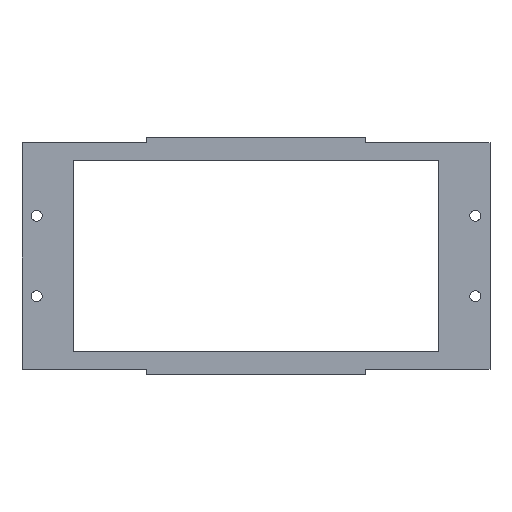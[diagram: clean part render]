
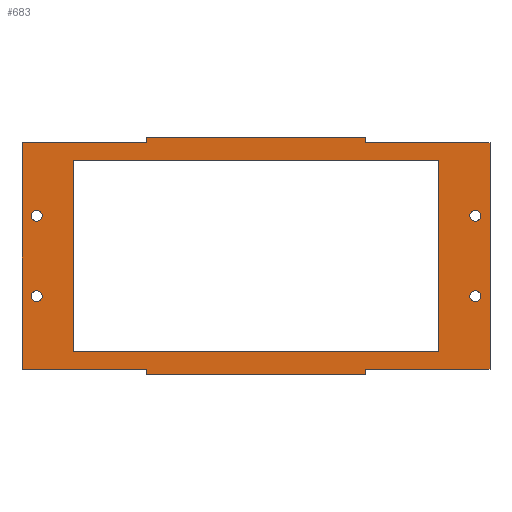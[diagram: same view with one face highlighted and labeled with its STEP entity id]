
A CAD part, top view. The second image highlights one B-rep face of the part: STEP entity #683.
In plain terms, the highlighted planar face has unit normal (0, 0, 1).
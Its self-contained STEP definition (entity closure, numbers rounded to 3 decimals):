
#24 = VERTEX_POINT('',#25);
#25 = CARTESIAN_POINT('',(0.006,1.506,0.));
#31 = EDGE_CURVE('',#24,#32,#34,.T.);
#32 = VERTEX_POINT('',#33);
#33 = CARTESIAN_POINT('',(0.006,63.506,0.));
#34 = LINE('',#35,#36);
#35 = CARTESIAN_POINT('',(0.006,1.506,0.));
#36 = VECTOR('',#37,1.);
#37 = DIRECTION('',(0.,1.,0.));
#62 = EDGE_CURVE('',#32,#63,#65,.T.);
#63 = VERTEX_POINT('',#64);
#64 = CARTESIAN_POINT('',(34.006,63.506,0.));
#65 = LINE('',#66,#67);
#66 = CARTESIAN_POINT('',(0.006,63.506,0.));
#67 = VECTOR('',#68,1.);
#68 = DIRECTION('',(1.,0.,0.));
#93 = EDGE_CURVE('',#63,#94,#96,.T.);
#94 = VERTEX_POINT('',#95);
#95 = CARTESIAN_POINT('',(34.006,65.006,0.));
#96 = LINE('',#97,#98);
#97 = CARTESIAN_POINT('',(34.006,63.506,0.));
#98 = VECTOR('',#99,1.);
#99 = DIRECTION('',(0.,1.,0.));
#124 = EDGE_CURVE('',#94,#125,#127,.T.);
#125 = VERTEX_POINT('',#126);
#126 = CARTESIAN_POINT('',(94.006,65.006,0.));
#127 = LINE('',#128,#129);
#128 = CARTESIAN_POINT('',(34.006,65.006,0.));
#129 = VECTOR('',#130,1.);
#130 = DIRECTION('',(1.,0.,0.));
#155 = EDGE_CURVE('',#125,#156,#158,.T.);
#156 = VERTEX_POINT('',#157);
#157 = CARTESIAN_POINT('',(94.006,63.506,0.));
#158 = LINE('',#159,#160);
#159 = CARTESIAN_POINT('',(94.006,65.006,0.));
#160 = VECTOR('',#161,1.);
#161 = DIRECTION('',(0.,-1.,0.));
#186 = EDGE_CURVE('',#156,#187,#189,.T.);
#187 = VERTEX_POINT('',#188);
#188 = CARTESIAN_POINT('',(128.006,63.506,0.));
#189 = LINE('',#190,#191);
#190 = CARTESIAN_POINT('',(94.006,63.506,0.));
#191 = VECTOR('',#192,1.);
#192 = DIRECTION('',(1.,0.,0.));
#217 = EDGE_CURVE('',#187,#218,#220,.T.);
#218 = VERTEX_POINT('',#219);
#219 = CARTESIAN_POINT('',(128.006,1.506,0.));
#220 = LINE('',#221,#222);
#221 = CARTESIAN_POINT('',(128.006,63.506,0.));
#222 = VECTOR('',#223,1.);
#223 = DIRECTION('',(0.,-1.,0.));
#248 = EDGE_CURVE('',#218,#249,#251,.T.);
#249 = VERTEX_POINT('',#250);
#250 = CARTESIAN_POINT('',(94.006,1.506,0.));
#251 = LINE('',#252,#253);
#252 = CARTESIAN_POINT('',(128.006,1.506,0.));
#253 = VECTOR('',#254,1.);
#254 = DIRECTION('',(-1.,0.,0.));
#279 = EDGE_CURVE('',#249,#280,#282,.T.);
#280 = VERTEX_POINT('',#281);
#281 = CARTESIAN_POINT('',(94.006,0.006,0.));
#282 = LINE('',#283,#284);
#283 = CARTESIAN_POINT('',(94.006,1.506,0.));
#284 = VECTOR('',#285,1.);
#285 = DIRECTION('',(0.,-1.,0.));
#310 = EDGE_CURVE('',#280,#311,#313,.T.);
#311 = VERTEX_POINT('',#312);
#312 = CARTESIAN_POINT('',(34.006,0.006,0.));
#313 = LINE('',#314,#315);
#314 = CARTESIAN_POINT('',(94.006,0.006,0.));
#315 = VECTOR('',#316,1.);
#316 = DIRECTION('',(-1.,0.,0.));
#341 = EDGE_CURVE('',#311,#342,#344,.T.);
#342 = VERTEX_POINT('',#343);
#343 = CARTESIAN_POINT('',(34.006,1.506,0.));
#344 = LINE('',#345,#346);
#345 = CARTESIAN_POINT('',(34.006,0.006,0.));
#346 = VECTOR('',#347,1.);
#347 = DIRECTION('',(0.,1.,0.));
#372 = EDGE_CURVE('',#342,#24,#373,.T.);
#373 = LINE('',#374,#375);
#374 = CARTESIAN_POINT('',(34.006,1.506,0.));
#375 = VECTOR('',#376,1.);
#376 = DIRECTION('',(-1.,0.,0.));
#396 = VERTEX_POINT('',#397);
#397 = CARTESIAN_POINT('',(5.506,21.506,0.));
#403 = EDGE_CURVE('',#396,#396,#404,.T.);
#404 = CIRCLE('',#405,1.5);
#405 = AXIS2_PLACEMENT_3D('',#406,#407,#408);
#406 = CARTESIAN_POINT('',(4.006,21.506,0.));
#407 = DIRECTION('',(0.,0.,1.));
#408 = DIRECTION('',(1.,0.,-0.));
#429 = VERTEX_POINT('',#430);
#430 = CARTESIAN_POINT('',(5.506,43.506,0.));
#436 = EDGE_CURVE('',#429,#429,#437,.T.);
#437 = CIRCLE('',#438,1.5);
#438 = AXIS2_PLACEMENT_3D('',#439,#440,#441);
#439 = CARTESIAN_POINT('',(4.006,43.506,0.));
#440 = DIRECTION('',(0.,0.,1.));
#441 = DIRECTION('',(1.,0.,-0.));
#462 = VERTEX_POINT('',#463);
#463 = CARTESIAN_POINT('',(114.006,6.506,0.));
#469 = EDGE_CURVE('',#462,#470,#472,.T.);
#470 = VERTEX_POINT('',#471);
#471 = CARTESIAN_POINT('',(14.006,6.506,0.));
#472 = LINE('',#473,#474);
#473 = CARTESIAN_POINT('',(114.006,6.506,0.));
#474 = VECTOR('',#475,1.);
#475 = DIRECTION('',(-1.,0.,0.));
#502 = VERTEX_POINT('',#503);
#503 = CARTESIAN_POINT('',(114.006,58.506,0.));
#509 = EDGE_CURVE('',#502,#462,#510,.T.);
#510 = LINE('',#511,#512);
#511 = CARTESIAN_POINT('',(114.006,58.506,0.));
#512 = VECTOR('',#513,1.);
#513 = DIRECTION('',(0.,-1.,0.));
#533 = VERTEX_POINT('',#534);
#534 = CARTESIAN_POINT('',(14.006,58.506,0.));
#540 = EDGE_CURVE('',#533,#502,#541,.T.);
#541 = LINE('',#542,#543);
#542 = CARTESIAN_POINT('',(14.006,58.506,0.));
#543 = VECTOR('',#544,1.);
#544 = DIRECTION('',(1.,0.,0.));
#562 = EDGE_CURVE('',#470,#533,#563,.T.);
#563 = LINE('',#564,#565);
#564 = CARTESIAN_POINT('',(14.006,6.506,0.));
#565 = VECTOR('',#566,1.);
#566 = DIRECTION('',(0.,1.,0.));
#586 = VERTEX_POINT('',#587);
#587 = CARTESIAN_POINT('',(125.506,43.506,0.));
#593 = EDGE_CURVE('',#586,#586,#594,.T.);
#594 = CIRCLE('',#595,1.5);
#595 = AXIS2_PLACEMENT_3D('',#596,#597,#598);
#596 = CARTESIAN_POINT('',(124.006,43.506,0.));
#597 = DIRECTION('',(0.,0.,1.));
#598 = DIRECTION('',(1.,0.,-0.));
#619 = VERTEX_POINT('',#620);
#620 = CARTESIAN_POINT('',(125.506,21.506,0.));
#626 = EDGE_CURVE('',#619,#619,#627,.T.);
#627 = CIRCLE('',#628,1.5);
#628 = AXIS2_PLACEMENT_3D('',#629,#630,#631);
#629 = CARTESIAN_POINT('',(124.006,21.506,0.));
#630 = DIRECTION('',(0.,0.,1.));
#631 = DIRECTION('',(1.,0.,-0.));
#683 = ADVANCED_FACE('',(#684,#698,#701,#704,#710,#713),#716,.F.);
#684 = FACE_BOUND('',#685,.F.);
#685 = EDGE_LOOP('',(#686,#687,#688,#689,#690,#691,#692,#693,#694,#695,
    #696,#697));
#686 = ORIENTED_EDGE('',*,*,#31,.T.);
#687 = ORIENTED_EDGE('',*,*,#62,.T.);
#688 = ORIENTED_EDGE('',*,*,#93,.T.);
#689 = ORIENTED_EDGE('',*,*,#124,.T.);
#690 = ORIENTED_EDGE('',*,*,#155,.T.);
#691 = ORIENTED_EDGE('',*,*,#186,.T.);
#692 = ORIENTED_EDGE('',*,*,#217,.T.);
#693 = ORIENTED_EDGE('',*,*,#248,.T.);
#694 = ORIENTED_EDGE('',*,*,#279,.T.);
#695 = ORIENTED_EDGE('',*,*,#310,.T.);
#696 = ORIENTED_EDGE('',*,*,#341,.T.);
#697 = ORIENTED_EDGE('',*,*,#372,.T.);
#698 = FACE_BOUND('',#699,.F.);
#699 = EDGE_LOOP('',(#700));
#700 = ORIENTED_EDGE('',*,*,#403,.T.);
#701 = FACE_BOUND('',#702,.F.);
#702 = EDGE_LOOP('',(#703));
#703 = ORIENTED_EDGE('',*,*,#436,.T.);
#704 = FACE_BOUND('',#705,.F.);
#705 = EDGE_LOOP('',(#706,#707,#708,#709));
#706 = ORIENTED_EDGE('',*,*,#469,.F.);
#707 = ORIENTED_EDGE('',*,*,#509,.F.);
#708 = ORIENTED_EDGE('',*,*,#540,.F.);
#709 = ORIENTED_EDGE('',*,*,#562,.F.);
#710 = FACE_BOUND('',#711,.F.);
#711 = EDGE_LOOP('',(#712));
#712 = ORIENTED_EDGE('',*,*,#593,.T.);
#713 = FACE_BOUND('',#714,.F.);
#714 = EDGE_LOOP('',(#715));
#715 = ORIENTED_EDGE('',*,*,#626,.T.);
#716 = PLANE('',#717);
#717 = AXIS2_PLACEMENT_3D('',#718,#719,#720);
#718 = CARTESIAN_POINT('',(64.006,32.506,0.));
#719 = DIRECTION('',(-0.,-0.,-1.));
#720 = DIRECTION('',(-1.,0.,0.));
